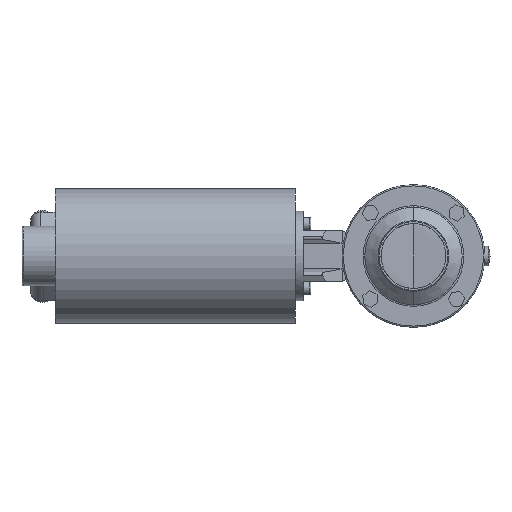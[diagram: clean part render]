
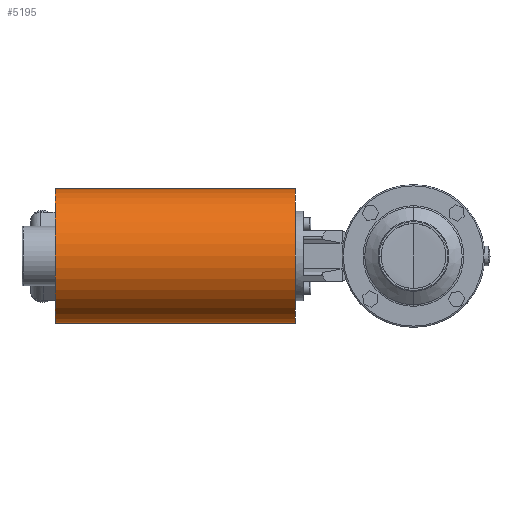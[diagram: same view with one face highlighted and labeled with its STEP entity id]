
A CAD part, left-side view. The second image highlights one B-rep face of the part: STEP entity #5195.
In plain terms, the highlighted cylindrical face has radius 52 mm (diameter 104 mm), a partial arc.
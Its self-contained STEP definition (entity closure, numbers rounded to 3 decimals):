
#395 = DIRECTION ( 'NONE',  ( 0., -1., 0. ) ) ;
#701 = VERTEX_POINT ( 'NONE', #7296 ) ;
#1094 = CARTESIAN_POINT ( 'NONE',  ( 0., 276., -52. ) ) ;
#1146 = EDGE_CURVE ( 'NONE', #6710, #1563, #6736, .T. ) ;
#1151 = VECTOR ( 'NONE', #6237, 1000. ) ;
#1184 = CARTESIAN_POINT ( 'NONE',  ( 0., 276., -52. ) ) ;
#1455 = FACE_OUTER_BOUND ( 'NONE', #11518, .T. ) ;
#1563 = VERTEX_POINT ( 'NONE', #8791 ) ;
#1671 = CARTESIAN_POINT ( 'NONE',  ( 0., 276., 0. ) ) ;
#2675 = DIRECTION ( 'NONE',  ( 0., 0., 1. ) ) ;
#2731 = CARTESIAN_POINT ( 'NONE',  ( 0., 91., -52. ) ) ;
#2971 = LINE ( 'NONE', #4179, #1151 ) ;
#3743 = CARTESIAN_POINT ( 'NONE',  ( 0., 91., 0. ) ) ;
#3780 = VERTEX_POINT ( 'NONE', #2731 ) ;
#4179 = CARTESIAN_POINT ( 'NONE',  ( 0., 276., 52. ) ) ;
#4281 = DIRECTION ( 'NONE',  ( 0., 1., 0. ) ) ;
#5109 = ORIENTED_EDGE ( 'NONE', *, *, #5245, .T. ) ;
#5195 = ADVANCED_FACE ( 'NONE', ( #1455 ), #6014, .T. ) ;
#5245 = EDGE_CURVE ( 'NONE', #3780, #701, #11929, .T. ) ;
#6014 = CYLINDRICAL_SURFACE ( 'NONE', #6040, 52. ) ;
#6040 = AXIS2_PLACEMENT_3D ( 'NONE', #1671, #395, #12533 ) ;
#6237 = DIRECTION ( 'NONE',  ( 0., -1., 0. ) ) ;
#6468 = ORIENTED_EDGE ( 'NONE', *, *, #8705, .F. ) ;
#6516 = AXIS2_PLACEMENT_3D ( 'NONE', #13988, #4281, #8610 ) ;
#6710 = VERTEX_POINT ( 'NONE', #1094 ) ;
#6736 = CIRCLE ( 'NONE', #6516, 52. ) ;
#7296 = CARTESIAN_POINT ( 'NONE',  ( 0., 91., 52. ) ) ;
#8610 = DIRECTION ( 'NONE',  ( 0., 0., 1. ) ) ;
#8705 = EDGE_CURVE ( 'NONE', #1563, #701, #2971, .T. ) ;
#8725 = LINE ( 'NONE', #1184, #9820 ) ;
#8791 = CARTESIAN_POINT ( 'NONE',  ( 0., 276., 52. ) ) ;
#9452 = AXIS2_PLACEMENT_3D ( 'NONE', #3743, #12396, #2675 ) ;
#9759 = EDGE_CURVE ( 'NONE', #6710, #3780, #8725, .T. ) ;
#9820 = VECTOR ( 'NONE', #13044, 1000. ) ;
#10194 = ORIENTED_EDGE ( 'NONE', *, *, #9759, .T. ) ;
#11518 = EDGE_LOOP ( 'NONE', ( #6468, #13304, #10194, #5109 ) ) ;
#11929 = CIRCLE ( 'NONE', #9452, 52. ) ;
#12396 = DIRECTION ( 'NONE',  ( 0., 1., 0. ) ) ;
#12533 = DIRECTION ( 'NONE',  ( 0., 0., -1. ) ) ;
#13044 = DIRECTION ( 'NONE',  ( 0., -1., 0. ) ) ;
#13304 = ORIENTED_EDGE ( 'NONE', *, *, #1146, .F. ) ;
#13988 = CARTESIAN_POINT ( 'NONE',  ( 0., 276., 0. ) ) ;
